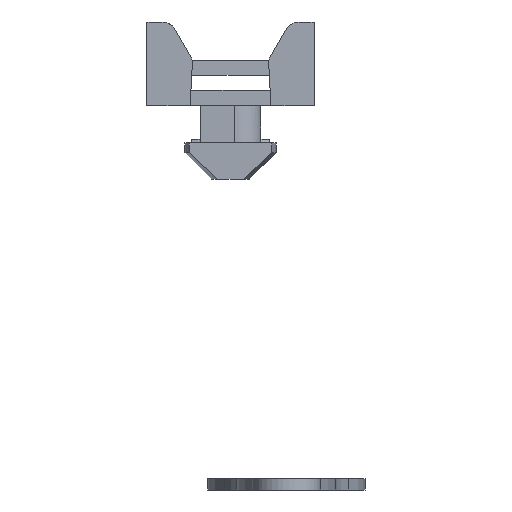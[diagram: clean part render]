
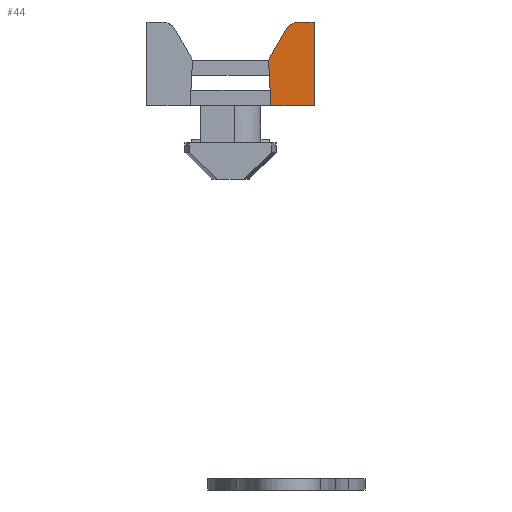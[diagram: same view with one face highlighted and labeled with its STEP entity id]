
A CAD part, left-side view. The second image highlights one B-rep face of the part: STEP entity #44.
In plain terms, the highlighted planar face has unit normal (-1, 0, 0).
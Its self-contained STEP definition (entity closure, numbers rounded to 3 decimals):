
#14 = PLANE ( 'NONE',  #1274 ) ;
#43 = DIRECTION ( 'NONE',  ( 1., 0., 0. ) ) ;
#44 = ADVANCED_FACE ( 'NONE', ( #749 ), #14, .F. ) ;
#78 = DIRECTION ( 'NONE',  ( 0., 0.052, 0.999 ) ) ;
#202 = DIRECTION ( 'NONE',  ( 0., -1., 0. ) ) ;
#213 = VERTEX_POINT ( 'NONE', #1185 ) ;
#265 = VECTOR ( 'NONE', #78, 1000. ) ;
#285 = VECTOR ( 'NONE', #2046, 1000. ) ;
#349 = LINE ( 'NONE', #2766, #285 ) ;
#378 = DIRECTION ( 'NONE',  ( 0., 0., -1. ) ) ;
#509 = VERTEX_POINT ( 'NONE', #2728 ) ;
#516 = CARTESIAN_POINT ( 'NONE',  ( -11., -11., 6. ) ) ;
#546 = ORIENTED_EDGE ( 'NONE', *, *, #1590, .F. ) ;
#598 = VERTEX_POINT ( 'NONE', #2746 ) ;
#609 = ORIENTED_EDGE ( 'NONE', *, *, #2216, .T. ) ;
#749 = FACE_OUTER_BOUND ( 'NONE', #1789, .T. ) ;
#770 = DIRECTION ( 'NONE',  ( 0., 0., -1. ) ) ;
#833 = VERTEX_POINT ( 'NONE', #2890 ) ;
#969 = LINE ( 'NONE', #3026, #265 ) ;
#1050 = CIRCLE ( 'NONE', #1856, 2. ) ;
#1092 = ORIENTED_EDGE ( 'NONE', *, *, #1269, .T. ) ;
#1171 = VECTOR ( 'NONE', #202, 1000. ) ;
#1172 = LINE ( 'NONE', #1616, #1768 ) ;
#1185 = CARTESIAN_POINT ( 'NONE',  ( -11., -11., 11. ) ) ;
#1269 = EDGE_CURVE ( 'NONE', #2229, #509, #3153, .T. ) ;
#1274 = AXIS2_PLACEMENT_3D ( 'NONE', #516, #2265, #770 ) ;
#1505 = CARTESIAN_POINT ( 'NONE',  ( -11., -9.041, 9. ) ) ;
#1547 = EDGE_CURVE ( 'NONE', #833, #2568, #1050, .T. ) ;
#1590 = EDGE_CURVE ( 'NONE', #598, #833, #349, .T. ) ;
#1616 = CARTESIAN_POINT ( 'NONE',  ( -11., -11., 11. ) ) ;
#1626 = DIRECTION ( 'NONE',  ( 0., 1., 0. ) ) ;
#1646 = VECTOR ( 'NONE', #378, 1000. ) ;
#1762 = DIRECTION ( 'NONE',  ( 0., 0., -1. ) ) ;
#1768 = VECTOR ( 'NONE', #1626, 1000. ) ;
#1770 = ORIENTED_EDGE ( 'NONE', *, *, #2961, .F. ) ;
#1789 = EDGE_LOOP ( 'NONE', ( #609, #1840, #546, #1770, #1092, #3013 ) ) ;
#1840 = ORIENTED_EDGE ( 'NONE', *, *, #1547, .F. ) ;
#1842 = CARTESIAN_POINT ( 'NONE',  ( -11., -11., 6. ) ) ;
#1856 = AXIS2_PLACEMENT_3D ( 'NONE', #1505, #43, #1762 ) ;
#1916 = CARTESIAN_POINT ( 'NONE',  ( -11., -11., 0. ) ) ;
#2046 = DIRECTION ( 'NONE',  ( 0., -0.5, 0.866 ) ) ;
#2216 = EDGE_CURVE ( 'NONE', #213, #2568, #1172, .T. ) ;
#2229 = VERTEX_POINT ( 'NONE', #2397 ) ;
#2265 = DIRECTION ( 'NONE',  ( 1., 0., 0. ) ) ;
#2335 = LINE ( 'NONE', #1842, #1646 ) ;
#2386 = CARTESIAN_POINT ( 'NONE',  ( -11., -9.041, 11. ) ) ;
#2397 = CARTESIAN_POINT ( 'NONE',  ( -11., -5.314, 0. ) ) ;
#2568 = VERTEX_POINT ( 'NONE', #2386 ) ;
#2728 = CARTESIAN_POINT ( 'NONE',  ( -11., -11., 0. ) ) ;
#2746 = CARTESIAN_POINT ( 'NONE',  ( -11., -5., 6. ) ) ;
#2766 = CARTESIAN_POINT ( 'NONE',  ( -11., -5., 6. ) ) ;
#2890 = CARTESIAN_POINT ( 'NONE',  ( -11., -7.309, 10. ) ) ;
#2961 = EDGE_CURVE ( 'NONE', #2229, #598, #969, .T. ) ;
#3013 = ORIENTED_EDGE ( 'NONE', *, *, #3082, .F. ) ;
#3026 = CARTESIAN_POINT ( 'NONE',  ( -11., -5., 6. ) ) ;
#3082 = EDGE_CURVE ( 'NONE', #213, #509, #2335, .T. ) ;
#3153 = LINE ( 'NONE', #1916, #1171 ) ;
